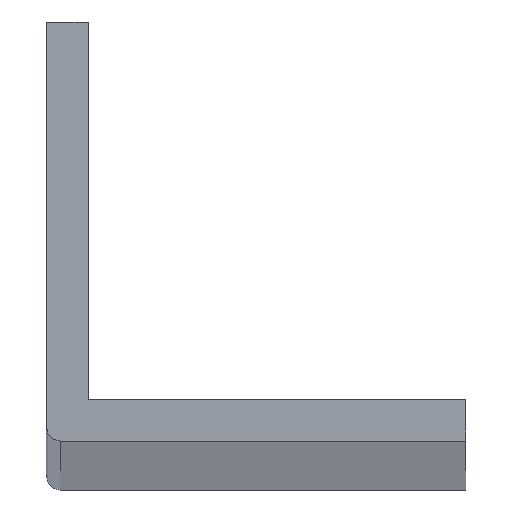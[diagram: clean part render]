
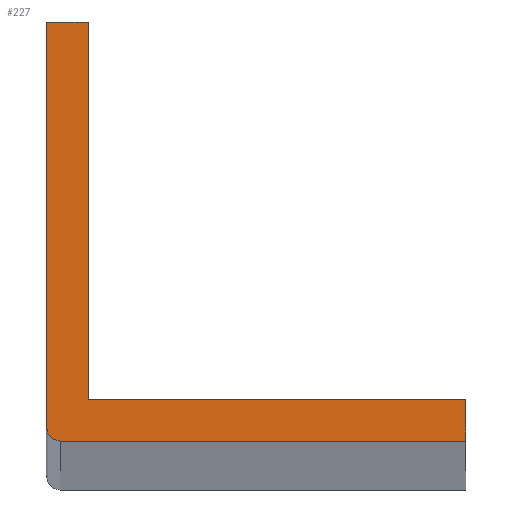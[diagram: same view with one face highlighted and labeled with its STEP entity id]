
A CAD part, top view. The second image highlights one B-rep face of the part: STEP entity #227.
In plain terms, the highlighted planar face has unit normal (0, 0, 1).
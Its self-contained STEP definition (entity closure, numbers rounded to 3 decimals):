
#7 = CARTESIAN_POINT ( 'NONE',  ( 15., 1.5, 500. ) ) ;
#16 = VECTOR ( 'NONE', #56, 1000. ) ;
#23 = CARTESIAN_POINT ( 'NONE',  ( 0., 0.5, 500. ) ) ;
#28 = CARTESIAN_POINT ( 'NONE',  ( 1.5, 1.5, 500. ) ) ;
#33 = CIRCLE ( 'NONE', #69, 0.5 ) ;
#37 = EDGE_CURVE ( 'NONE', #115, #201, #123, .T. ) ;
#42 = VECTOR ( 'NONE', #87, 1000. ) ;
#43 = LINE ( 'NONE', #282, #118 ) ;
#48 = DIRECTION ( 'NONE',  ( 0., -1., 0. ) ) ;
#49 = DIRECTION ( 'NONE',  ( -1., 0., 0. ) ) ;
#56 = DIRECTION ( 'NONE',  ( 1., 0., 0. ) ) ;
#62 = CARTESIAN_POINT ( 'NONE',  ( 0., 15., 500. ) ) ;
#65 = VERTEX_POINT ( 'NONE', #23 ) ;
#69 = AXIS2_PLACEMENT_3D ( 'NONE', #157, #89, #271 ) ;
#73 = LINE ( 'NONE', #92, #145 ) ;
#85 = EDGE_CURVE ( 'NONE', #240, #115, #262, .T. ) ;
#86 = DIRECTION ( 'NONE',  ( 0., 1., 0. ) ) ;
#87 = DIRECTION ( 'NONE',  ( 0., 1., 0. ) ) ;
#89 = DIRECTION ( 'NONE',  ( 0., 0., 1. ) ) ;
#92 = CARTESIAN_POINT ( 'NONE',  ( 0., 0.5, 500. ) ) ;
#102 = ORIENTED_EDGE ( 'NONE', *, *, #266, .T. ) ;
#106 = CARTESIAN_POINT ( 'NONE',  ( 0.5, 0., 500. ) ) ;
#115 = VERTEX_POINT ( 'NONE', #257 ) ;
#117 = EDGE_CURVE ( 'NONE', #141, #255, #43, .T. ) ;
#118 = VECTOR ( 'NONE', #86, 1000. ) ;
#120 = ORIENTED_EDGE ( 'NONE', *, *, #117, .T. ) ;
#123 = LINE ( 'NONE', #62, #219 ) ;
#136 = CARTESIAN_POINT ( 'NONE',  ( 0.5, 0.5, 500. ) ) ;
#141 = VERTEX_POINT ( 'NONE', #256 ) ;
#145 = VECTOR ( 'NONE', #48, 1000. ) ;
#157 = CARTESIAN_POINT ( 'NONE',  ( 0.5, 0.5, 500. ) ) ;
#159 = ORIENTED_EDGE ( 'NONE', *, *, #203, .T. ) ;
#162 = VERTEX_POINT ( 'NONE', #106 ) ;
#167 = AXIS2_PLACEMENT_3D ( 'NONE', #136, #241, #270 ) ;
#170 = DIRECTION ( 'NONE',  ( -1., 0., 0. ) ) ;
#173 = CARTESIAN_POINT ( 'NONE',  ( 0., 15., 500. ) ) ;
#174 = EDGE_CURVE ( 'NONE', #255, #240, #193, .T. ) ;
#193 = LINE ( 'NONE', #288, #249 ) ;
#201 = VERTEX_POINT ( 'NONE', #173 ) ;
#203 = EDGE_CURVE ( 'NONE', #65, #162, #33, .T. ) ;
#206 = EDGE_LOOP ( 'NONE', ( #274, #279, #159, #102, #120, #213, #276 ) ) ;
#213 = ORIENTED_EDGE ( 'NONE', *, *, #174, .T. ) ;
#219 = VECTOR ( 'NONE', #170, 1000. ) ;
#223 = EDGE_CURVE ( 'NONE', #201, #65, #73, .T. ) ;
#225 = LINE ( 'NONE', #251, #16 ) ;
#227 = ADVANCED_FACE ( 'NONE', ( #246 ), #267, .T. ) ;
#238 = CARTESIAN_POINT ( 'NONE',  ( 1.5, 15., 500. ) ) ;
#240 = VERTEX_POINT ( 'NONE', #28 ) ;
#241 = DIRECTION ( 'NONE',  ( 0., 0., 1. ) ) ;
#246 = FACE_OUTER_BOUND ( 'NONE', #206, .T. ) ;
#249 = VECTOR ( 'NONE', #49, 1000. ) ;
#251 = CARTESIAN_POINT ( 'NONE',  ( 0.5, 0., 500. ) ) ;
#255 = VERTEX_POINT ( 'NONE', #7 ) ;
#256 = CARTESIAN_POINT ( 'NONE',  ( 15., 0., 500. ) ) ;
#257 = CARTESIAN_POINT ( 'NONE',  ( 1.5, 15., 500. ) ) ;
#262 = LINE ( 'NONE', #238, #42 ) ;
#266 = EDGE_CURVE ( 'NONE', #162, #141, #225, .T. ) ;
#267 = PLANE ( 'NONE',  #167 ) ;
#270 = DIRECTION ( 'NONE',  ( 1., 0., 0. ) ) ;
#271 = DIRECTION ( 'NONE',  ( 1., 0., 0. ) ) ;
#274 = ORIENTED_EDGE ( 'NONE', *, *, #37, .T. ) ;
#276 = ORIENTED_EDGE ( 'NONE', *, *, #85, .T. ) ;
#279 = ORIENTED_EDGE ( 'NONE', *, *, #223, .T. ) ;
#282 = CARTESIAN_POINT ( 'NONE',  ( 15., 0., 500. ) ) ;
#288 = CARTESIAN_POINT ( 'NONE',  ( 1.5, 1.5, 500. ) ) ;
